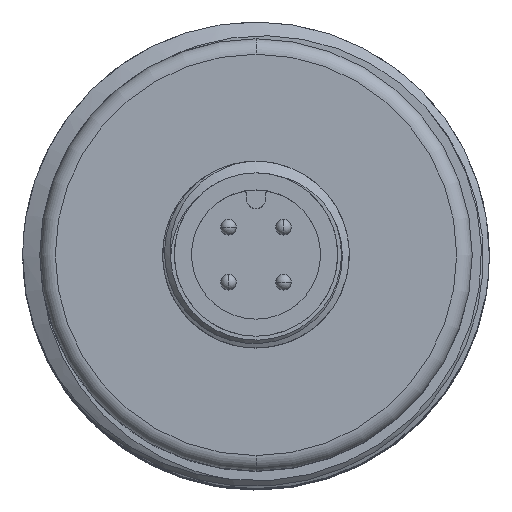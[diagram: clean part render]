
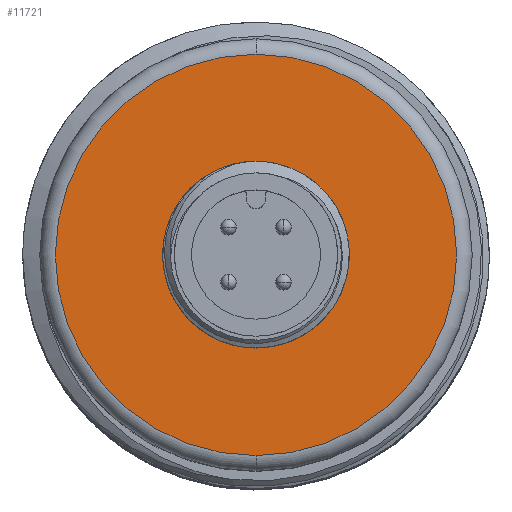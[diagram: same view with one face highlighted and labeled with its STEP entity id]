
A CAD part, top view. The second image highlights one B-rep face of the part: STEP entity #11721.
In plain terms, the highlighted planar face has unit normal (0, 0, 1).
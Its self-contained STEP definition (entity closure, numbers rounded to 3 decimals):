
#5417=CARTESIAN_POINT('',(0.,0.,65.));
#5418=DIRECTION('',(0.,0.,1.));
#5419=DIRECTION('',(0.,1.,0.));
#5420=AXIS2_PLACEMENT_3D('',#5417,#5418,#5419);
#5422=CARTESIAN_POINT('',(0.,0.,65.));
#5423=DIRECTION('',(0.,0.,1.));
#5424=DIRECTION('',(0.,-1.,0.));
#5425=AXIS2_PLACEMENT_3D('',#5422,#5423,#5424);
#5427=CARTESIAN_POINT('',(0.,0.,65.));
#5428=DIRECTION('',(0.,0.,1.));
#5429=DIRECTION('',(0.,1.,0.));
#5430=AXIS2_PLACEMENT_3D('',#5427,#5428,#5429);
#5432=CARTESIAN_POINT('',(0.,0.,65.));
#5433=DIRECTION('',(0.,0.,1.));
#5434=DIRECTION('',(0.,-1.,0.));
#5435=AXIS2_PLACEMENT_3D('',#5432,#5433,#5434);
#7152=CARTESIAN_POINT('',(0.,12.9,65.));
#7153=CARTESIAN_POINT('',(0.,-12.9,65.));
#7154=VERTEX_POINT('',#7152);
#7155=VERTEX_POINT('',#7153);
#7160=CARTESIAN_POINT('',(0.,5.3,65.));
#7161=CARTESIAN_POINT('',(0.,-5.3,65.));
#7162=VERTEX_POINT('',#7160);
#7163=VERTEX_POINT('',#7161);
#11705=CARTESIAN_POINT('',(0.,0.,65.));
#11706=DIRECTION('',(0.,0.,1.));
#11707=DIRECTION('',(0.,1.,0.));
#11708=AXIS2_PLACEMENT_3D('',#11705,#11706,#11707);
#11709=PLANE('',#11708);
#11710=ORIENTED_EDGE('',*,*,#11695,.F.);
#11712=ORIENTED_EDGE('',*,*,#11711,.F.);
#11713=EDGE_LOOP('',(#11710,#11712));
#11714=FACE_OUTER_BOUND('',#11713,.F.);
#11716=ORIENTED_EDGE('',*,*,#11715,.T.);
#11718=ORIENTED_EDGE('',*,*,#11717,.T.);
#11719=EDGE_LOOP('',(#11716,#11718));
#11720=FACE_BOUND('',#11719,.F.);
#5421=CIRCLE('',#5420,12.9);
#5426=CIRCLE('',#5425,12.9);
#5431=CIRCLE('',#5430,5.3);
#5436=CIRCLE('',#5435,5.3);
#11695=EDGE_CURVE('',#7154,#7155,#5421,.T.);
#11711=EDGE_CURVE('',#7155,#7154,#5426,.T.);
#11715=EDGE_CURVE('',#7162,#7163,#5431,.T.);
#11717=EDGE_CURVE('',#7163,#7162,#5436,.T.);
#11721=ADVANCED_FACE('',(#11714,#11720),#11709,.T.);
